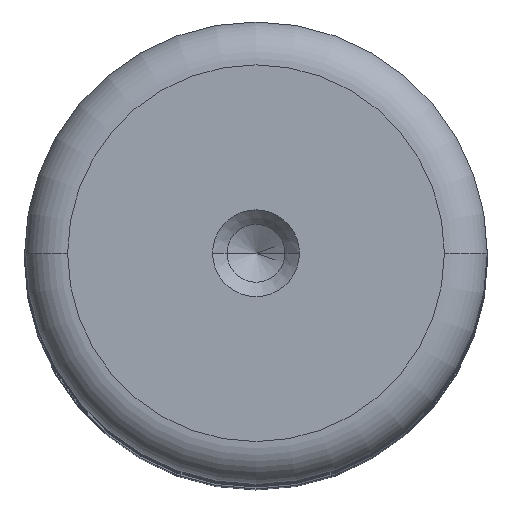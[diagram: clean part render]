
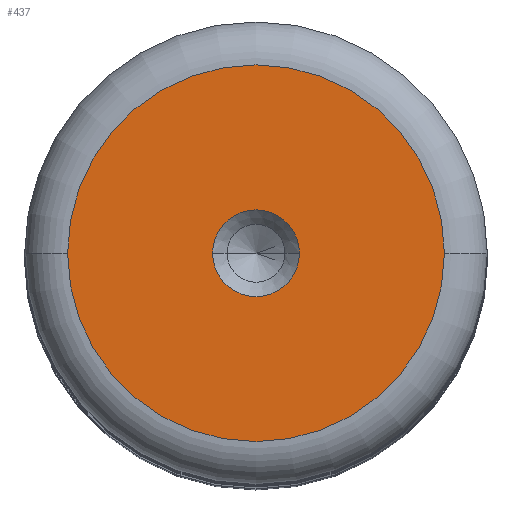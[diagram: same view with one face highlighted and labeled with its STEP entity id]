
A CAD part, top view. The second image highlights one B-rep face of the part: STEP entity #437.
In plain terms, the highlighted planar face has unit normal (0, 0, 1).
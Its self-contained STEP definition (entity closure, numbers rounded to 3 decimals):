
#7 = CIRCLE ( 'NONE', #1448, 1.5 ) ;
#72 = DIRECTION ( 'NONE',  ( 1., 0., 0. ) ) ;
#437 = ADVANCED_FACE ( 'NONE', ( #2395, #842 ), #1123, .T. ) ;
#451 = DIRECTION ( 'NONE',  ( 0., 0., 1. ) ) ;
#454 = VERTEX_POINT ( 'NONE', #1526 ) ;
#558 = EDGE_CURVE ( 'NONE', #454, #1452, #1698, .T. ) ;
#561 = EDGE_CURVE ( 'NONE', #1246, #1968, #1632, .T. ) ;
#584 = AXIS2_PLACEMENT_3D ( 'NONE', #2382, #1217, #72 ) ;
#604 = CARTESIAN_POINT ( 'NONE',  ( 0., 0., 100. ) ) ;
#688 = CARTESIAN_POINT ( 'NONE',  ( 6.511, 0., 100. ) ) ;
#709 = AXIS2_PLACEMENT_3D ( 'NONE', #1609, #451, #1806 ) ;
#746 = CARTESIAN_POINT ( 'NONE',  ( 0., 0., 100. ) ) ;
#785 = ORIENTED_EDGE ( 'NONE', *, *, #558, .F. ) ;
#800 = DIRECTION ( 'NONE',  ( 1., 0., 0. ) ) ;
#802 = EDGE_LOOP ( 'NONE', ( #1810, #1488 ) ) ;
#842 = FACE_OUTER_BOUND ( 'NONE', #802, .T. ) ;
#884 = EDGE_CURVE ( 'NONE', #1452, #454, #7, .T. ) ;
#947 = DIRECTION ( 'NONE',  ( 1., 0., 0. ) ) ;
#1007 = CIRCLE ( 'NONE', #2124, 6.511 ) ;
#1123 = PLANE ( 'NONE',  #2327 ) ;
#1217 = DIRECTION ( 'NONE',  ( 0., 0., 1. ) ) ;
#1246 = VERTEX_POINT ( 'NONE', #2127 ) ;
#1324 = DIRECTION ( 'NONE',  ( 1., 0., 0. ) ) ;
#1332 = EDGE_LOOP ( 'NONE', ( #1575, #785 ) ) ;
#1448 = AXIS2_PLACEMENT_3D ( 'NONE', #604, #1969, #800 ) ;
#1452 = VERTEX_POINT ( 'NONE', #2420 ) ;
#1488 = ORIENTED_EDGE ( 'NONE', *, *, #561, .T. ) ;
#1526 = CARTESIAN_POINT ( 'NONE',  ( -1.5, 0., 100. ) ) ;
#1575 = ORIENTED_EDGE ( 'NONE', *, *, #884, .F. ) ;
#1609 = CARTESIAN_POINT ( 'NONE',  ( 0., 0., 100. ) ) ;
#1632 = CIRCLE ( 'NONE', #709, 6.511 ) ;
#1698 = CIRCLE ( 'NONE', #584, 1.5 ) ;
#1806 = DIRECTION ( 'NONE',  ( 1., 0., 0. ) ) ;
#1807 = EDGE_CURVE ( 'NONE', #1968, #1246, #1007, .T. ) ;
#1810 = ORIENTED_EDGE ( 'NONE', *, *, #1807, .T. ) ;
#1906 = DIRECTION ( 'NONE',  ( 0., 0., 1. ) ) ;
#1968 = VERTEX_POINT ( 'NONE', #688 ) ;
#1969 = DIRECTION ( 'NONE',  ( 0., 0., 1. ) ) ;
#2105 = CARTESIAN_POINT ( 'NONE',  ( 0., 0., 100. ) ) ;
#2116 = DIRECTION ( 'NONE',  ( 0., 0., 1. ) ) ;
#2124 = AXIS2_PLACEMENT_3D ( 'NONE', #746, #2116, #947 ) ;
#2127 = CARTESIAN_POINT ( 'NONE',  ( -6.511, 0., 100. ) ) ;
#2327 = AXIS2_PLACEMENT_3D ( 'NONE', #2105, #1906, #1324 ) ;
#2382 = CARTESIAN_POINT ( 'NONE',  ( 0., 0., 100. ) ) ;
#2395 = FACE_BOUND ( 'NONE', #1332, .T. ) ;
#2420 = CARTESIAN_POINT ( 'NONE',  ( 1.5, 0., 100. ) ) ;
